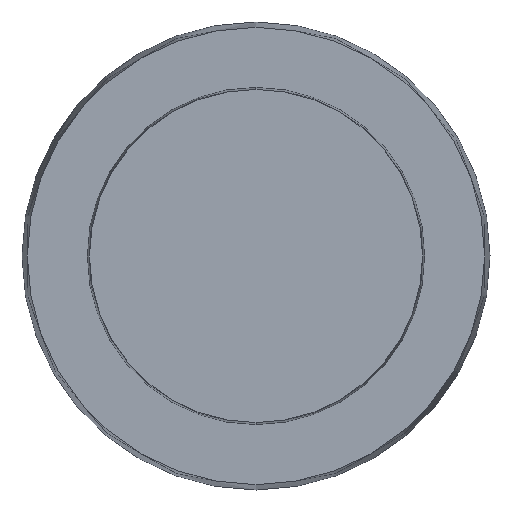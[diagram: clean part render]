
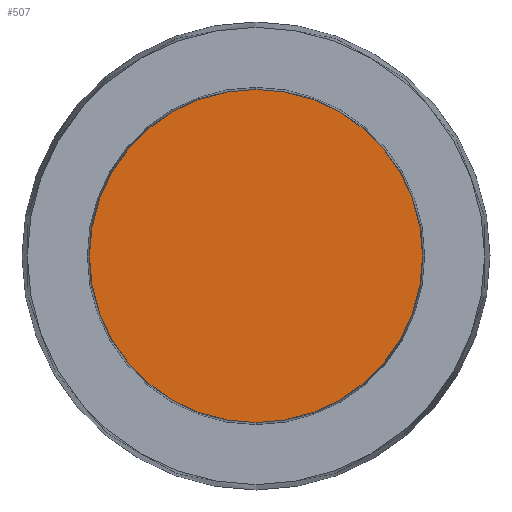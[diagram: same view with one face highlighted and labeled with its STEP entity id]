
A CAD part, front view. The second image highlights one B-rep face of the part: STEP entity #507.
In plain terms, the highlighted planar face has unit normal (0, -1, 0).
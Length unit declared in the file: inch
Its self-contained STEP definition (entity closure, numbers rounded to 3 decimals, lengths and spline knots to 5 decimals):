
#60 = CARTESIAN_POINT ( 'NONE',  ( 0., -0.075, 0. ) ) ;
#65 = DIRECTION ( 'NONE',  ( 0., -1., 0. ) ) ;
#72 = CARTESIAN_POINT ( 'NONE',  ( 0., -0.075, -0.05446 ) ) ;
#79 = CARTESIAN_POINT ( 'NONE',  ( 0., -0.075, 0. ) ) ;
#106 = ORIENTED_EDGE ( 'NONE', *, *, #178, .T. ) ;
#123 = CARTESIAN_POINT ( 'NONE',  ( 0., -0.075, 0.05446 ) ) ;
#162 = DIRECTION ( 'NONE',  ( 0., -1., 0. ) ) ;
#167 = DIRECTION ( 'NONE',  ( 0., 0., -1. ) ) ;
#178 = EDGE_CURVE ( 'NONE', #693, #403, #965, .T. ) ;
#179 = EDGE_LOOP ( 'NONE', ( #106, #854 ) ) ;
#193 = DIRECTION ( 'NONE',  ( 0., -1., 0. ) ) ;
#350 = FACE_OUTER_BOUND ( 'NONE', #179, .T. ) ;
#403 = VERTEX_POINT ( 'NONE', #123 ) ;
#412 = AXIS2_PLACEMENT_3D ( 'NONE', #887, #193, #519 ) ;
#507 = ADVANCED_FACE ( 'NONE', ( #350 ), #661, .T. ) ;
#509 = CIRCLE ( 'NONE', #683, 0.05446 ) ;
#519 = DIRECTION ( 'NONE',  ( 0., 0., -1. ) ) ;
#538 = EDGE_CURVE ( 'NONE', #403, #693, #509, .T. ) ;
#544 = DIRECTION ( 'NONE',  ( 0., 0., -1. ) ) ;
#661 = PLANE ( 'NONE',  #412 ) ;
#683 = AXIS2_PLACEMENT_3D ( 'NONE', #60, #65, #544 ) ;
#693 = VERTEX_POINT ( 'NONE', #72 ) ;
#780 = AXIS2_PLACEMENT_3D ( 'NONE', #79, #162, #167 ) ;
#854 = ORIENTED_EDGE ( 'NONE', *, *, #538, .T. ) ;
#887 = CARTESIAN_POINT ( 'NONE',  ( 0., -0.075, 0. ) ) ;
#965 = CIRCLE ( 'NONE', #780, 0.05446 ) ;
